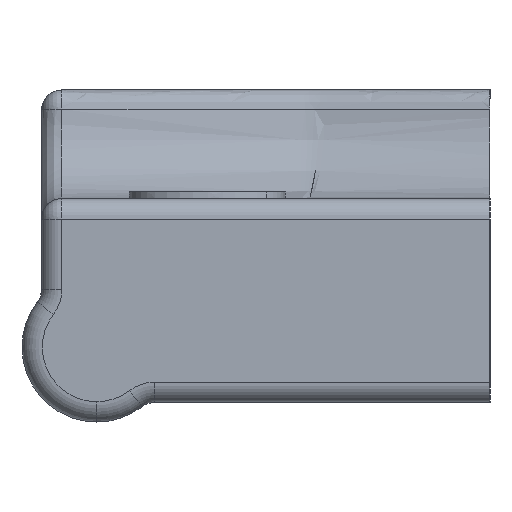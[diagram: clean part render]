
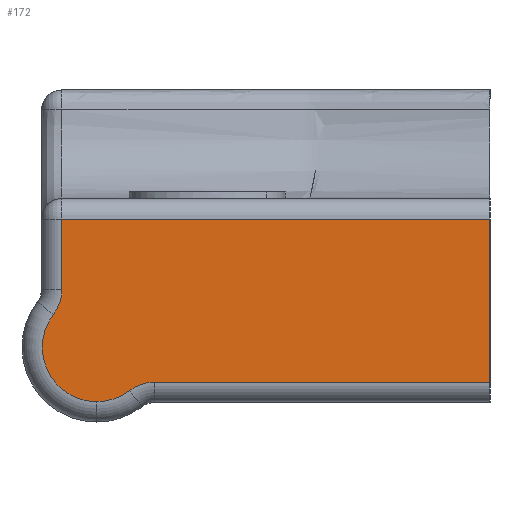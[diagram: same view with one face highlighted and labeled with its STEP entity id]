
A CAD part, left-side view. The second image highlights one B-rep face of the part: STEP entity #172.
In plain terms, the highlighted planar face has unit normal (-1, 0, 0).
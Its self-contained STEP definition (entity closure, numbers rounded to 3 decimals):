
#172=ADVANCED_FACE('',(#367),#368,.T.);
#367=FACE_OUTER_BOUND('',#923,.T.);
#368=PLANE('',#924);
#923=EDGE_LOOP('',(#2098,#2099,#2100,#2101,#2102,#2103,#2104,#2105));
#924=AXIS2_PLACEMENT_3D('',#2106,#2107,#2108);
#2098=ORIENTED_EDGE('',*,*,#3014,.T.);
#2099=ORIENTED_EDGE('',*,*,#3015,.T.);
#2100=ORIENTED_EDGE('',*,*,#2969,.T.);
#2101=ORIENTED_EDGE('',*,*,#2871,.F.);
#2102=ORIENTED_EDGE('',*,*,#2851,.T.);
#2103=ORIENTED_EDGE('',*,*,#2880,.T.);
#2104=ORIENTED_EDGE('',*,*,#3016,.F.);
#2105=ORIENTED_EDGE('',*,*,#2984,.T.);
#2106=CARTESIAN_POINT('',(-78.0,0.,-8.0));
#2107=DIRECTION('',(-1.0,0.,0.));
#2108=DIRECTION('',(0.,0.,-1.0));
#2851=EDGE_CURVE('',#3192,#3190,#3193,.T.);
#2871=EDGE_CURVE('',#3192,#3230,#3231,.T.);
#2880=EDGE_CURVE('',#3190,#3242,#3244,.T.);
#2969=EDGE_CURVE('',#3391,#3230,#3394,.F.);
#2984=EDGE_CURVE('',#3419,#3416,#3420,.F.);
#3014=EDGE_CURVE('',#3416,#3464,#3465,.T.);
#3015=EDGE_CURVE('',#3464,#3391,#3466,.T.);
#3016=EDGE_CURVE('',#3419,#3242,#3467,.T.);
#3190=VERTEX_POINT('',#3756);
#3192=VERTEX_POINT('',#3758);
#3193=CIRCLE('',#3759,4.0);
#3230=VERTEX_POINT('',#3886);
#3231=CIRCLE('',#3887,3.0);
#3242=VERTEX_POINT('',#3900);
#3244=CIRCLE('',#3902,4.0);
#3391=VERTEX_POINT('',#4384);
#3394=LINE('',#4387,#4388);
#3416=VERTEX_POINT('',#4450);
#3419=VERTEX_POINT('',#4453);
#3420=LINE('',#4454,#4455);
#3464=VERTEX_POINT('',#4556);
#3465=LINE('',#4557,#4558);
#3466=LINE('',#4559,#4560);
#3467=CIRCLE('',#4561,3.0);
#3756=CARTESIAN_POINT('',(-78.0,28.939,-7.939));
#3758=CARTESIAN_POINT('',(-78.0,32.117,-1.51));
#3759=AXIS2_PLACEMENT_3D('',#5171,#5172,#5173);
#3886=CARTESIAN_POINT('',(-78.0,31.5,0.313));
#3887=AXIS2_PLACEMENT_3D('',#5191,#5192,#5193);
#3900=CARTESIAN_POINT('',(-78.0,26.51,-7.117));
#3902=AXIS2_PLACEMENT_3D('',#5214,#5215,#5216);
#4384=CARTESIAN_POINT('',(-78.0,31.5,5.5));
#4387=CARTESIAN_POINT('',(-78.0,31.5,-0.23));
#4388=VECTOR('',#5251,1000.0);
#4450=CARTESIAN_POINT('',(-78.0,0.,-6.5));
#4453=CARTESIAN_POINT('',(-78.0,24.687,-6.5));
#4454=CARTESIAN_POINT('',(-78.0,0.,-6.5));
#4455=VECTOR('',#5279,1000.0);
#4556=CARTESIAN_POINT('',(-78.0,0.,5.5));
#4557=CARTESIAN_POINT('',(-78.0,0.,-8.0));
#4558=VECTOR('',#5323,1000.0);
#4559=CARTESIAN_POINT('',(-78.0,0.,5.5));
#4560=VECTOR('',#5324,1000.0);
#4561=AXIS2_PLACEMENT_3D('',#5325,#5326,#5327);
#5171=CARTESIAN_POINT('',(-78.0,28.939,-3.939));
#5172=DIRECTION('',(-1.0,0.,0.));
#5173=DIRECTION('',(0.,0.,1.0));
#5191=CARTESIAN_POINT('',(-78.0,34.5,0.313));
#5192=DIRECTION('',(-1.0,0.,0.));
#5193=DIRECTION('',(0.,0.,1.0));
#5214=CARTESIAN_POINT('',(-78.0,28.939,-3.939));
#5215=DIRECTION('',(-1.0,0.,0.));
#5216=DIRECTION('',(0.,0.,1.0));
#5251=DIRECTION('',(0.,0.,1.0));
#5279=DIRECTION('',(0.,1.0,0.));
#5323=DIRECTION('',(0.,0.,1.0));
#5324=DIRECTION('',(0.,1.0,0.));
#5325=CARTESIAN_POINT('',(-78.0,24.687,-9.5));
#5326=DIRECTION('',(-1.0,0.,0.));
#5327=DIRECTION('',(0.,0.,1.0));
